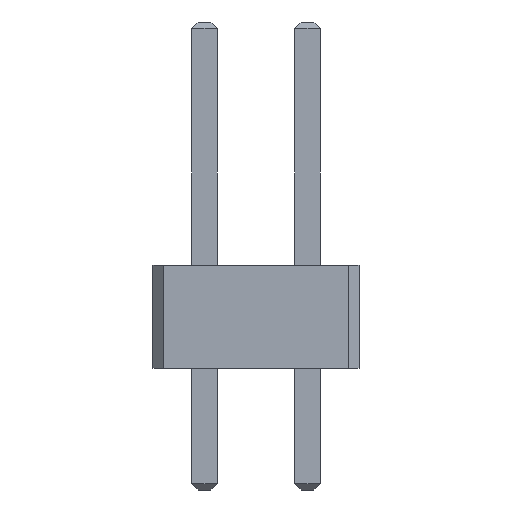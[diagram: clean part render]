
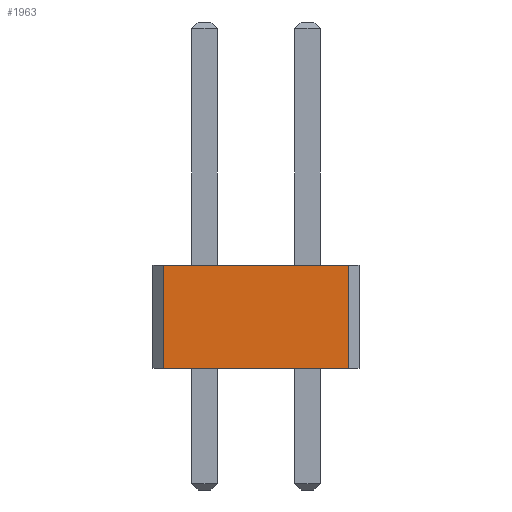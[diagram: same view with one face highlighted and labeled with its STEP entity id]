
A CAD part, front view. The second image highlights one B-rep face of the part: STEP entity #1963.
In plain terms, the highlighted planar face has unit normal (0, -1, 0).
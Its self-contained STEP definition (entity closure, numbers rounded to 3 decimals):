
#44=FACE_OUTER_BOUND('',#166,.T.);
#166=EDGE_LOOP('',(#1350,#1351,#1352,#1353));
#273=LINE('',#2702,#533);
#317=LINE('',#2789,#577);
#355=LINE('',#2864,#615);
#357=LINE('',#2868,#617);
#533=VECTOR('',#2206,1.);
#577=VECTOR('',#2252,1.);
#615=VECTOR('',#2318,1.);
#617=VECTOR('',#2324,1.);
#791=VERTEX_POINT('',#2699);
#792=VERTEX_POINT('',#2701);
#833=VERTEX_POINT('',#2786);
#834=VERTEX_POINT('',#2788);
#953=EDGE_CURVE('',#792,#791,#273,.T.);
#997=EDGE_CURVE('',#833,#834,#317,.T.);
#1035=EDGE_CURVE('',#792,#833,#355,.T.);
#1037=EDGE_CURVE('',#791,#834,#357,.T.);
#1350=ORIENTED_EDGE('',*,*,#1035,.F.);
#1351=ORIENTED_EDGE('',*,*,#953,.T.);
#1352=ORIENTED_EDGE('',*,*,#1037,.T.);
#1353=ORIENTED_EDGE('',*,*,#997,.F.);
#1738=PLANE('',#2089);
#1963=ADVANCED_FACE('',(#44),#1738,.F.);
#2089=AXIS2_PLACEMENT_3D('',#2867,#2322,#2323);
#2206=DIRECTION('',(1.,0.,0.));
#2252=DIRECTION('',(1.,0.,0.));
#2318=DIRECTION('',(0.,0.,1.));
#2322=DIRECTION('center_axis',(0.,1.,0.));
#2323=DIRECTION('ref_axis',(1.,0.,0.));
#2324=DIRECTION('',(0.,0.,1.));
#2699=CARTESIAN_POINT('',(3.556,-6.35,0.));
#2701=CARTESIAN_POINT('',(-1.016,-6.35,0.));
#2702=CARTESIAN_POINT('',(-1.016,-6.35,0.));
#2786=CARTESIAN_POINT('',(-1.016,-6.35,2.54));
#2788=CARTESIAN_POINT('',(3.556,-6.35,2.54));
#2789=CARTESIAN_POINT('',(-1.016,-6.35,2.54));
#2864=CARTESIAN_POINT('',(-1.016,-6.35,0.));
#2867=CARTESIAN_POINT('Origin',(-1.016,-6.35,0.));
#2868=CARTESIAN_POINT('',(3.556,-6.35,0.));
